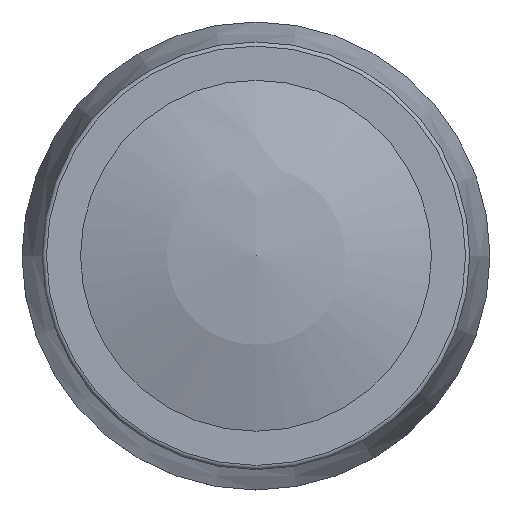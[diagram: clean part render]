
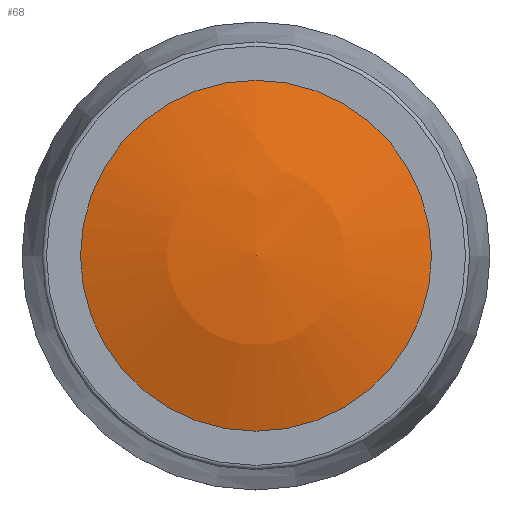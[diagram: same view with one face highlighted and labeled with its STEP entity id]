
A CAD part, top view. The second image highlights one B-rep face of the part: STEP entity #68.
In plain terms, the highlighted spherical face has radius 25 mm.
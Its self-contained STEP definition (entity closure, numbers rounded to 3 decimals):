
#68 = ADVANCED_FACE( '', ( #145 ), #146, .T. );
#145 = FACE_OUTER_BOUND( '', #231, .T. );
#146 = SPHERICAL_SURFACE( '', #232, 25. );
#231 = EDGE_LOOP( '', ( #350 ) );
#232 = AXIS2_PLACEMENT_3D( '', #351, #352, #353 );
#350 = ORIENTED_EDGE( '', *, *, #458, .T. );
#351 = CARTESIAN_POINT( '', ( 0., 0., -11. ) );
#352 = DIRECTION( '', ( 0., 0., 1. ) );
#353 = DIRECTION( '', ( 0., 1., 0. ) );
#458 = EDGE_CURVE( '', #531, #531, #532, .T. );
#531 = VERTEX_POINT( '', #625 );
#532 = CIRCLE( '', #626, 8.249 );
#625 = CARTESIAN_POINT( '', ( 8.249, 0., 12.6 ) );
#626 = AXIS2_PLACEMENT_3D( '', #689, #690, #691 );
#689 = CARTESIAN_POINT( '', ( 0., 0., 12.6 ) );
#690 = DIRECTION( '', ( 0., 0., 1. ) );
#691 = DIRECTION( '', ( 1., 0., 0. ) );
